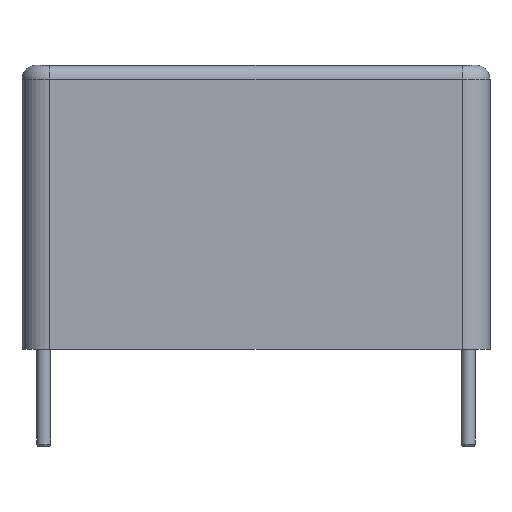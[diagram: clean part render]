
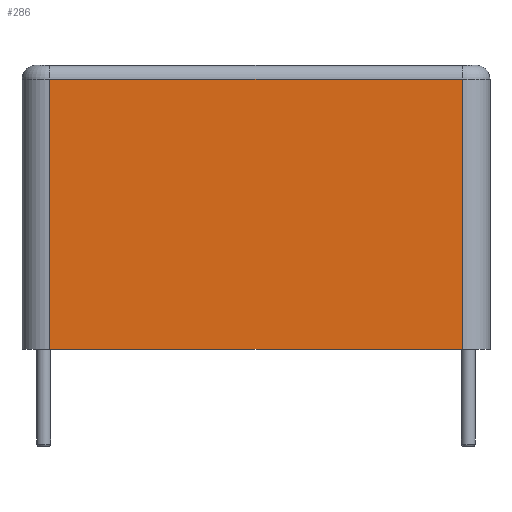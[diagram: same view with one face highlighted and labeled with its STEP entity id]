
A CAD part, front view. The second image highlights one B-rep face of the part: STEP entity #286.
In plain terms, the highlighted planar face has unit normal (0, -1, 0).
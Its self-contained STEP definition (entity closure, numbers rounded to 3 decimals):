
#13=DIRECTION('',(0.,0.,1.));
#87=DIRECTION('',(0.,-1.,0.));
#90=VERTEX_POINT('',#91);
#91=CARTESIAN_POINT('',(15.02,-29.95,0.1));
#97=EDGE_CURVE('',#90,#98,#100,.T.);
#98=VERTEX_POINT('',#99);
#99=CARTESIAN_POINT('',(0.22,-29.95,0.1));
#100=LINE('',#101,#102);
#101=CARTESIAN_POINT('',(16.02,-29.95,0.1));
#102=VECTOR('',#103,1.);
#103=DIRECTION('',(-1.,0.,0.));
#224=VECTOR('',#13,1.);
#258=EDGE_CURVE('',#90,#259,#261,.T.);
#259=VERTEX_POINT('',#260);
#260=CARTESIAN_POINT('',(15.02,-29.95,9.8));
#261=LINE('',#91,#224);
#286=ADVANCED_FACE('',(#287),#299,.T.);
#287=FACE_BOUND('',#288,.T.);
#288=EDGE_LOOP('',(#289,#290,#295,#298));
#289=ORIENTED_EDGE('',*,*,#258,.T.);
#290=ORIENTED_EDGE('',*,*,#291,.T.);
#291=EDGE_CURVE('',#259,#292,#294,.T.);
#292=VERTEX_POINT('',#293);
#293=CARTESIAN_POINT('',(0.22,-29.95,9.8));
#294=LINE('',#260,#102);
#295=ORIENTED_EDGE('',*,*,#296,.F.);
#296=EDGE_CURVE('',#98,#292,#297,.T.);
#297=LINE('',#99,#224);
#298=ORIENTED_EDGE('',*,*,#97,.F.);
#299=PLANE('',#300);
#300=AXIS2_PLACEMENT_3D('',#101,#87,#103);
